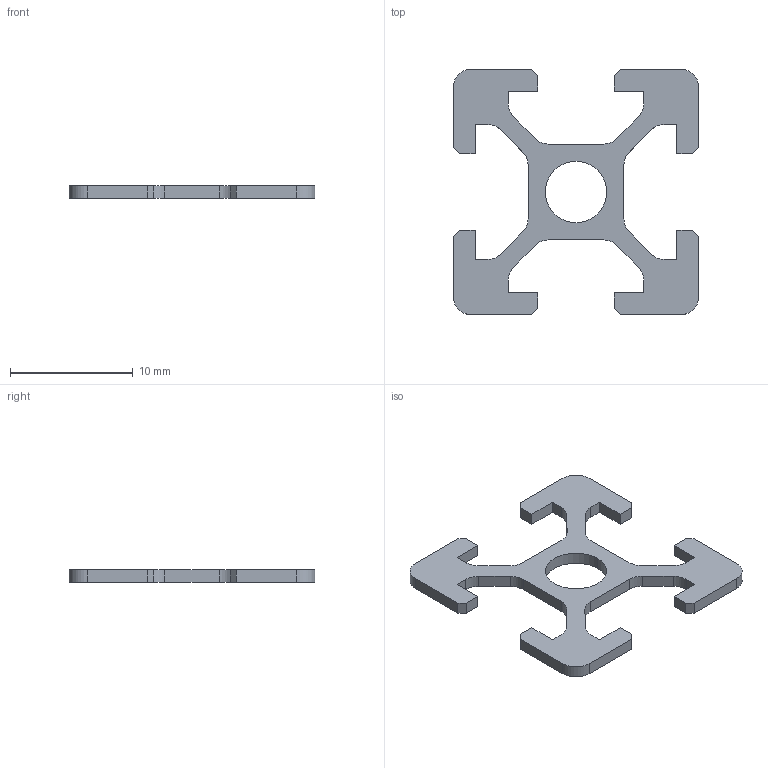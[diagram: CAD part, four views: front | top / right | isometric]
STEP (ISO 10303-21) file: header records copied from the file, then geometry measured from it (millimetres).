
FILE_DESCRIPTION (( 'STEP AP214' ), '1' );
FILE_NAME ('User Library-2020.STEP', '2021-06-18T11:45:09', ( '' ), ( '' ), 'SwSTEP 2.0', 'SolidWorks 2021', '' );
FILE_SCHEMA (( 'AUTOMOTIVE_DESIGN' ));
Length unit declared in the file: millimetre
Products named in the file (1): User Library-2020
Bounding box: 20 x 20 x 1 mm (x, y, z)
Volume: 172.6 mm3; surface area: 509.6 mm2
Topology: 1 solids, 1 shells, 76 faces, 222 edges, 148 vertices
Faces by surface type: plane 54, cylinder 22
Entity records: 2548 total; most frequent: CARTESIAN_POINT 447, ORIENTED_EDGE 444, DIRECTION 420, EDGE_CURVE 222, LINE 178, VECTOR 178, VERTEX_POINT 148, AXIS2_PLACEMENT_3D 121
